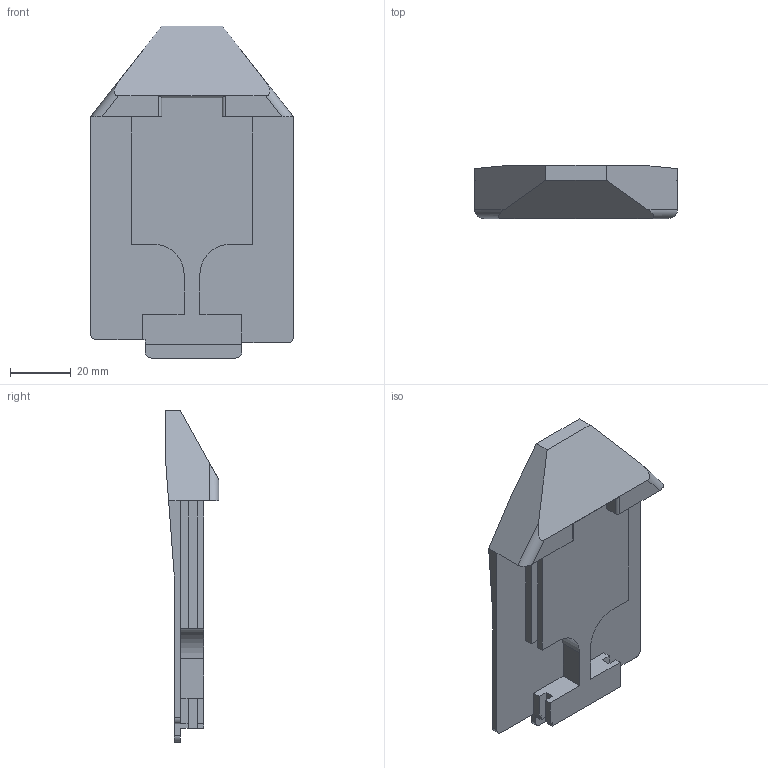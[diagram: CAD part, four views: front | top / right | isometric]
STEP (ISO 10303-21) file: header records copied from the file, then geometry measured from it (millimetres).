
FILE_DESCRIPTION (( 'STEP AP214' ), '1' );
FILE_NAME ('genetic - 1-30-2026.STEP', '2026-01-31T06:04:33', ( '' ), ( '' ), 'SwSTEP 2.0', 'SolidWorks 2025', '' );
FILE_SCHEMA (( 'AUTOMOTIVE_DESIGN' ));
Length unit declared in the file: millimetre
Products named in the file (1): genetic - 1-30-2026
Bounding box: 66.9 x 17.7 x 109.5 mm (x, y, z)
Volume: 43585.1 mm3; surface area: 18283.7 mm2
Topology: 1 solids, 1 shells, 64 faces, 182 edges, 120 vertices
Faces by surface type: plane 53, cylinder 11
Entity records: 2091 total; most frequent: CARTESIAN_POINT 401, ORIENTED_EDGE 364, DIRECTION 322, EDGE_CURVE 182, VECTOR 160, LINE 160, VERTEX_POINT 120, AXIS2_PLACEMENT_3D 81
